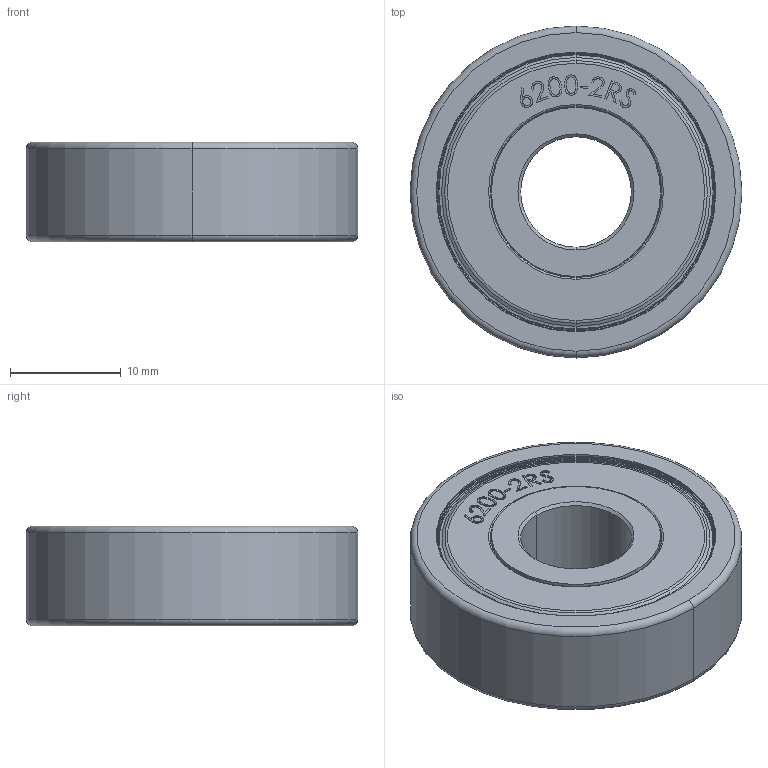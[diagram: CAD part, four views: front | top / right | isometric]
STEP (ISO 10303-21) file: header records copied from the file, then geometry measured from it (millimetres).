
FILE_DESCRIPTION (( 'STEP AP203' ), '1' );
FILE_NAME ('Bearing_Ball_6200_2RS.STEP', '2019-11-15T18:23:43', ( '' ), ( '' ), 'SwSTEP 2.0', 'SolidWorks 2016', '' );
FILE_SCHEMA (( 'CONFIG_CONTROL_DESIGN' ));
Length unit declared in the file: millimetre
Products named in the file (1): Bearing_Ball_6200_2RS
Bounding box: 30 x 30 x 9 mm (x, y, z)
Volume: 5533 mm3; surface area: 2452.8 mm2
Topology: 1 solids, 1 shells, 171 faces, 409 edges, 262 vertices
Faces by surface type: bspline 59, plane 56, torus 28, cylinder 20, cone 8
Entity records: 8618 total; most frequent: CARTESIAN_POINT 4878, ORIENTED_EDGE 818, DIRECTION 625, EDGE_CURVE 409, VERTEX_POINT 262, AXIS2_PLACEMENT_3D 221, EDGE_LOOP 195, VECTOR 183
